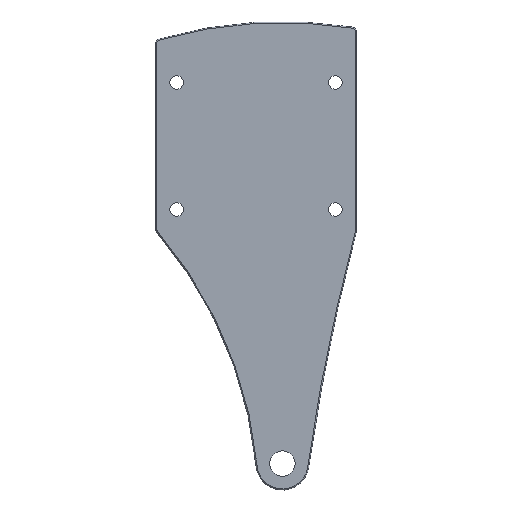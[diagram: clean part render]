
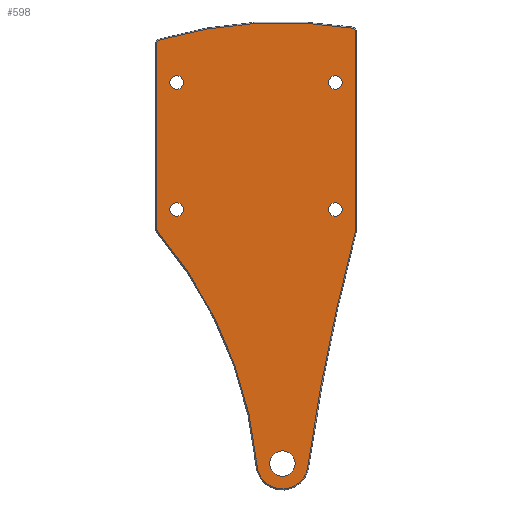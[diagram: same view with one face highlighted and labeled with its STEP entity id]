
A CAD part, top view. The second image highlights one B-rep face of the part: STEP entity #598.
In plain terms, the highlighted planar face has unit normal (0, 0, 1).
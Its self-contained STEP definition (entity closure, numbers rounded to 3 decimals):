
#19=FACE_BOUND('',#153,.T.);
#20=FACE_BOUND('',#154,.T.);
#21=FACE_BOUND('',#155,.T.);
#22=FACE_BOUND('',#156,.T.);
#23=FACE_BOUND('',#157,.T.);
#43=CIRCLE('',#638,4.);
#44=CIRCLE('',#640,401.);
#46=CIRCLE('',#643,24.);
#48=CIRCLE('',#646,2001.);
#51=CIRCLE('',#650,4.);
#53=CIRCLE('',#654,4.);
#54=CIRCLE('',#656,416.612);
#57=CIRCLE('',#660,4.);
#62=CIRCLE('',#671,6.5);
#63=CIRCLE('',#672,6.5);
#64=CIRCLE('',#673,6.5);
#65=CIRCLE('',#674,6.5);
#66=CIRCLE('',#675,12.);
#115=FACE_OUTER_BOUND('',#152,.T.);
#152=EDGE_LOOP('',(#465,#466,#467,#468,#469,#470,#471,#472,#473,#474));
#153=EDGE_LOOP('',(#475));
#154=EDGE_LOOP('',(#476));
#155=EDGE_LOOP('',(#477));
#156=EDGE_LOOP('',(#478));
#157=EDGE_LOOP('',(#479));
#185=LINE('',#929,#228);
#194=LINE('',#967,#237);
#228=VECTOR('',#722,10.);
#237=VECTOR('',#763,10.);
#271=VERTEX_POINT('',#926);
#272=VERTEX_POINT('',#928);
#275=VERTEX_POINT('',#936);
#277=VERTEX_POINT('',#941);
#279=VERTEX_POINT('',#947);
#281=VERTEX_POINT('',#953);
#283=VERTEX_POINT('',#960);
#285=VERTEX_POINT('',#965);
#287=VERTEX_POINT('',#972);
#289=VERTEX_POINT('',#977);
#296=VERTEX_POINT('',#1007);
#297=VERTEX_POINT('',#1009);
#298=VERTEX_POINT('',#1011);
#299=VERTEX_POINT('',#1013);
#300=VERTEX_POINT('',#1015);
#321=EDGE_CURVE('',#271,#272,#185,.T.);
#326=EDGE_CURVE('',#275,#271,#43,.T.);
#328=EDGE_CURVE('',#277,#275,#44,.T.);
#331=EDGE_CURVE('',#279,#277,#46,.T.);
#334=EDGE_CURVE('',#281,#279,#48,.T.);
#338=EDGE_CURVE('',#283,#281,#51,.T.);
#340=EDGE_CURVE('',#285,#283,#194,.T.);
#344=EDGE_CURVE('',#287,#285,#53,.T.);
#346=EDGE_CURVE('',#289,#287,#54,.T.);
#349=EDGE_CURVE('',#272,#289,#57,.T.);
#361=EDGE_CURVE('',#296,#296,#62,.T.);
#362=EDGE_CURVE('',#297,#297,#63,.T.);
#363=EDGE_CURVE('',#298,#298,#64,.T.);
#364=EDGE_CURVE('',#299,#299,#65,.T.);
#365=EDGE_CURVE('',#300,#300,#66,.T.);
#465=ORIENTED_EDGE('',*,*,#321,.F.);
#466=ORIENTED_EDGE('',*,*,#326,.F.);
#467=ORIENTED_EDGE('',*,*,#328,.F.);
#468=ORIENTED_EDGE('',*,*,#331,.F.);
#469=ORIENTED_EDGE('',*,*,#334,.F.);
#470=ORIENTED_EDGE('',*,*,#338,.F.);
#471=ORIENTED_EDGE('',*,*,#340,.F.);
#472=ORIENTED_EDGE('',*,*,#344,.F.);
#473=ORIENTED_EDGE('',*,*,#346,.F.);
#474=ORIENTED_EDGE('',*,*,#349,.F.);
#475=ORIENTED_EDGE('',*,*,#361,.T.);
#476=ORIENTED_EDGE('',*,*,#362,.T.);
#477=ORIENTED_EDGE('',*,*,#363,.T.);
#478=ORIENTED_EDGE('',*,*,#364,.T.);
#479=ORIENTED_EDGE('',*,*,#365,.T.);
#578=PLANE('',#670);
#598=ADVANCED_FACE('',(#115,#19,#20,#21,#22,#23),#578,.T.);
#638=AXIS2_PLACEMENT_3D('',#938,#730,#731);
#640=AXIS2_PLACEMENT_3D('',#943,#735,#736);
#643=AXIS2_PLACEMENT_3D('',#949,#742,#743);
#646=AXIS2_PLACEMENT_3D('',#955,#749,#750);
#650=AXIS2_PLACEMENT_3D('',#962,#758,#759);
#654=AXIS2_PLACEMENT_3D('',#974,#770,#771);
#656=AXIS2_PLACEMENT_3D('',#979,#775,#776);
#660=AXIS2_PLACEMENT_3D('',#983,#783,#784);
#670=AXIS2_PLACEMENT_3D('',#1006,#810,#811);
#671=AXIS2_PLACEMENT_3D('',#1008,#812,#813);
#672=AXIS2_PLACEMENT_3D('',#1010,#814,#815);
#673=AXIS2_PLACEMENT_3D('',#1012,#816,#817);
#674=AXIS2_PLACEMENT_3D('',#1014,#818,#819);
#675=AXIS2_PLACEMENT_3D('',#1016,#820,#821);
#722=DIRECTION('',(0.,1.,0.));
#730=DIRECTION('center_axis',(0.,0.,-1.));
#731=DIRECTION('ref_axis',(-0.938,-0.346,0.));
#735=DIRECTION('center_axis',(0.,0.,1.));
#736=DIRECTION('ref_axis',(0.995,0.097,0.));
#742=DIRECTION('center_axis',(0.,0.,-1.));
#743=DIRECTION('ref_axis',(-0.995,-0.097,0.));
#749=DIRECTION('center_axis',(0.,0.,1.));
#750=DIRECTION('ref_axis',(-0.967,0.254,0.));
#758=DIRECTION('center_axis',(0.,0.,-1.));
#759=DIRECTION('ref_axis',(0.992,-0.128,0.));
#763=DIRECTION('',(0.,-1.,0.));
#770=DIRECTION('center_axis',(0.,0.,-1.));
#771=DIRECTION('ref_axis',(0.761,0.649,0.));
#775=DIRECTION('center_axis',(0.,0.,-1.));
#776=DIRECTION('ref_axis',(0.168,0.986,0.));
#783=DIRECTION('center_axis',(0.,0.,-1.));
#784=DIRECTION('ref_axis',(-0.8,0.601,0.));
#810=DIRECTION('center_axis',(0.,0.,1.));
#811=DIRECTION('ref_axis',(1.,0.,0.));
#812=DIRECTION('center_axis',(0.,0.,-1.));
#813=DIRECTION('ref_axis',(1.,0.,0.));
#814=DIRECTION('center_axis',(0.,0.,-1.));
#815=DIRECTION('ref_axis',(1.,0.,0.));
#816=DIRECTION('center_axis',(0.,0.,-1.));
#817=DIRECTION('ref_axis',(1.,0.,0.));
#818=DIRECTION('center_axis',(0.,0.,-1.));
#819=DIRECTION('ref_axis',(1.,0.,0.));
#820=DIRECTION('center_axis',(0.,0.,-1.));
#821=DIRECTION('ref_axis',(1.,0.,0.));
#926=CARTESIAN_POINT('',(-79.,-78.149,20.));
#928=CARTESIAN_POINT('',(-79.,96.262,20.));
#929=CARTESIAN_POINT('',(-79.,-1.847,20.));
#936=CARTESIAN_POINT('',(-78.042,-80.747,20.));
#938=CARTESIAN_POINT('Origin',(-75.,-78.149,20.));
#941=CARTESIAN_POINT('',(16.113,-302.323,20.));
#943=CARTESIAN_POINT('Origin',(-383.005,-341.128,20.));
#947=CARTESIAN_POINT('',(63.756,-303.413,20.));
#949=CARTESIAN_POINT('Origin',(40.,-300.,20.));
#953=CARTESIAN_POINT('',(108.869,-80.37,20.));
#955=CARTESIAN_POINT('Origin',(2044.424,-587.942,20.));
#960=CARTESIAN_POINT('',(109.,-79.355,20.));
#962=CARTESIAN_POINT('Origin',(105.,-79.355,20.));
#965=CARTESIAN_POINT('',(109.,107.46,20.));
#967=CARTESIAN_POINT('',(109.,-91.847,20.));
#972=CARTESIAN_POINT('',(105.63,111.41,20.));
#974=CARTESIAN_POINT('Origin',(105.,107.46,20.));
#977=CARTESIAN_POINT('',(-76.115,100.104,20.));
#979=CARTESIAN_POINT('Origin',(40.,-300.,20.));
#983=CARTESIAN_POINT('Origin',(-75.,96.262,20.));
#1006=CARTESIAN_POINT('Origin',(15.,-103.694,20.));
#1007=CARTESIAN_POINT('',(83.5,-60.,20.));
#1008=CARTESIAN_POINT('Origin',(90.,-60.,20.));
#1009=CARTESIAN_POINT('',(-66.5,60.,20.));
#1010=CARTESIAN_POINT('Origin',(-60.,60.,20.));
#1011=CARTESIAN_POINT('',(-66.5,-60.,20.));
#1012=CARTESIAN_POINT('Origin',(-60.,-60.,20.));
#1013=CARTESIAN_POINT('',(83.5,60.,20.));
#1014=CARTESIAN_POINT('Origin',(90.,60.,20.));
#1015=CARTESIAN_POINT('',(28.,-300.,20.));
#1016=CARTESIAN_POINT('Origin',(40.,-300.,20.));
